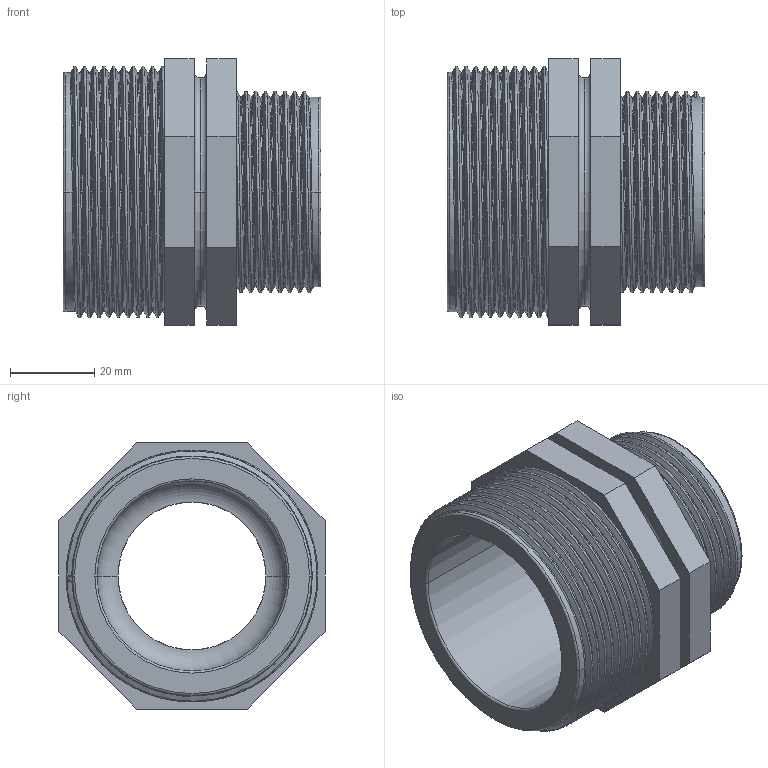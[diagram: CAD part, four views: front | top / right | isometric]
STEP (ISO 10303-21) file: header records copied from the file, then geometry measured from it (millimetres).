
FILE_DESCRIPTION (( 'STEP AP203' ), '1' );
FILE_NAME ('00211_1511.STEP', '2017-05-15T13:17:13', ( '' ), ( '' ), 'SwSTEP 2.0', 'SolidWorks 2011', '' );
FILE_SCHEMA (( 'CONFIG_CONTROL_DESIGN' ));
Length unit declared in the file: millimetre
Products named in the file (1): 00211_1511
Bounding box: 61 x 63 x 63 mm (x, y, z)
Volume: 66558.3 mm3; surface area: 29142 mm2
Topology: 1 solids, 1 shells, 101 faces, 265 edges, 166 vertices
Faces by surface type: cylinder 41, plane 23, torus 22, bspline 10, cone 5
Entity records: 11302 total; most frequent: CARTESIAN_POINT 9046, ORIENTED_EDGE 520, DIRECTION 396, EDGE_CURVE 260, VERTEX_POINT 166, AXIS2_PLACEMENT_3D 152, EDGE_LOOP 108, FACE_OUTER_BOUND 101
